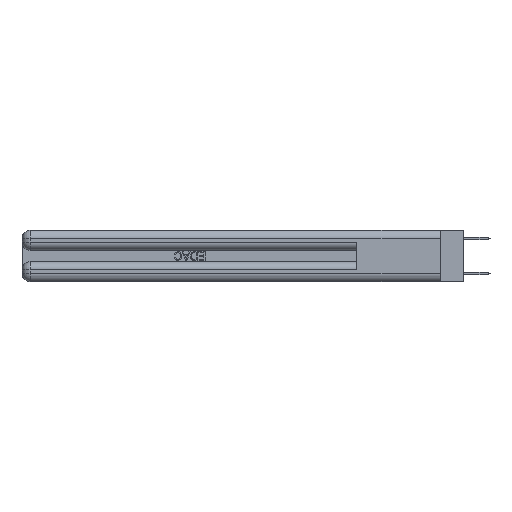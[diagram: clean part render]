
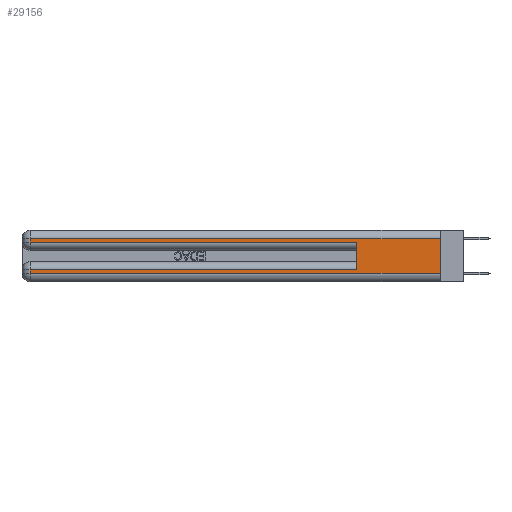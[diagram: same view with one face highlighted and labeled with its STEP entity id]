
A CAD part, left-side view. The second image highlights one B-rep face of the part: STEP entity #29156.
In plain terms, the highlighted planar face has unit normal (-1, 0, 0).
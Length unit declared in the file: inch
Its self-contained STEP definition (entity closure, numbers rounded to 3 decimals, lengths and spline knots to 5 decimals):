
#1320 = EDGE_CURVE ( 'NONE', #28965, #33974, #26427, .T. ) ;
#2703 = VECTOR ( 'NONE', #8911, 39.37008 ) ;
#3133 = EDGE_CURVE ( 'NONE', #33974, #34232, #19514, .T. ) ;
#3907 = LINE ( 'NONE', #28277, #28514 ) ;
#4011 = CARTESIAN_POINT ( 'NONE',  ( 0., 2.94, 0.085 ) ) ;
#4100 = ORIENTED_EDGE ( 'NONE', *, *, #11652, .T. ) ;
#4357 = CARTESIAN_POINT ( 'NONE',  ( 0., 2.94, 0.37 ) ) ;
#5509 = DIRECTION ( 'NONE',  ( 0., 0., -1. ) ) ;
#6428 = VERTEX_POINT ( 'NONE', #33378 ) ;
#6879 = EDGE_CURVE ( 'NONE', #17152, #28965, #8956, .T. ) ;
#7062 = VERTEX_POINT ( 'NONE', #18476 ) ;
#7296 = LINE ( 'NONE', #12756, #24483 ) ;
#7479 = LINE ( 'NONE', #33975, #15500 ) ;
#7817 = DIRECTION ( 'NONE',  ( 0., 0., -1. ) ) ;
#8023 = ORIENTED_EDGE ( 'NONE', *, *, #21296, .F. ) ;
#8348 = ORIENTED_EDGE ( 'NONE', *, *, #26402, .F. ) ;
#8911 = DIRECTION ( 'NONE',  ( 0., -1., 0. ) ) ;
#8956 = LINE ( 'NONE', #17233, #19131 ) ;
#10653 = ORIENTED_EDGE ( 'NONE', *, *, #3133, .T. ) ;
#10793 = LINE ( 'NONE', #21050, #12765 ) ;
#11652 = EDGE_CURVE ( 'NONE', #21064, #6428, #27086, .T. ) ;
#12756 = CARTESIAN_POINT ( 'NONE',  ( 0., 0., 0.37 ) ) ;
#12765 = VECTOR ( 'NONE', #5509, 39.37008 ) ;
#12987 = DIRECTION ( 'NONE',  ( 0., 0., -1. ) ) ;
#13139 = ORIENTED_EDGE ( 'NONE', *, *, #6879, .T. ) ;
#13478 = EDGE_CURVE ( 'NONE', #7062, #21064, #10793, .T. ) ;
#14325 = EDGE_CURVE ( 'NONE', #25090, #7062, #3907, .T. ) ;
#15469 = FACE_OUTER_BOUND ( 'NONE', #16247, .T. ) ;
#15500 = VECTOR ( 'NONE', #30985, 39.37008 ) ;
#15590 = CARTESIAN_POINT ( 'NONE',  ( 0., 0., 0.31 ) ) ;
#15895 = ORIENTED_EDGE ( 'NONE', *, *, #1320, .T. ) ;
#15958 = ORIENTED_EDGE ( 'NONE', *, *, #14325, .T. ) ;
#16131 = CARTESIAN_POINT ( 'NONE',  ( 0., 2.94, 0.285 ) ) ;
#16247 = EDGE_LOOP ( 'NONE', ( #8348, #15958, #29579, #4100, #8023, #13139, #15895, #10653 ) ) ;
#16459 = CARTESIAN_POINT ( 'NONE',  ( 0., 0., 0.285 ) ) ;
#17152 = VERTEX_POINT ( 'NONE', #19590 ) ;
#17218 = CARTESIAN_POINT ( 'NONE',  ( 0., 2.94, 0.06 ) ) ;
#17233 = CARTESIAN_POINT ( 'NONE',  ( 0., 0., 0.085 ) ) ;
#18476 = CARTESIAN_POINT ( 'NONE',  ( 0., 2.94, 0.31 ) ) ;
#19131 = VECTOR ( 'NONE', #19906, 39.37008 ) ;
#19514 = LINE ( 'NONE', #22328, #2703 ) ;
#19590 = CARTESIAN_POINT ( 'NONE',  ( 0., 0.6, 0.085 ) ) ;
#19906 = DIRECTION ( 'NONE',  ( 0., 1., 0. ) ) ;
#21050 = CARTESIAN_POINT ( 'NONE',  ( 0., 2.94, 0.37 ) ) ;
#21064 = VERTEX_POINT ( 'NONE', #16131 ) ;
#21296 = EDGE_CURVE ( 'NONE', #17152, #6428, #7479, .T. ) ;
#21810 = AXIS2_PLACEMENT_3D ( 'NONE', #34357, #23776, #12987 ) ;
#22328 = CARTESIAN_POINT ( 'NONE',  ( 0., 0., 0.06 ) ) ;
#23776 = DIRECTION ( 'NONE',  ( 1., 0., 0. ) ) ;
#23988 = VECTOR ( 'NONE', #26904, 39.37008 ) ;
#24483 = VECTOR ( 'NONE', #7817, 39.37008 ) ;
#25090 = VERTEX_POINT ( 'NONE', #15590 ) ;
#25889 = DIRECTION ( 'NONE',  ( 0., 0., -1. ) ) ;
#26243 = PLANE ( 'NONE',  #21810 ) ;
#26402 = EDGE_CURVE ( 'NONE', #25090, #34232, #7296, .T. ) ;
#26427 = LINE ( 'NONE', #4357, #33934 ) ;
#26904 = DIRECTION ( 'NONE',  ( 0., -1., 0. ) ) ;
#27086 = LINE ( 'NONE', #16459, #23988 ) ;
#27911 = DIRECTION ( 'NONE',  ( 0., 1., 0. ) ) ;
#28277 = CARTESIAN_POINT ( 'NONE',  ( 0., 0., 0.31 ) ) ;
#28514 = VECTOR ( 'NONE', #27911, 39.37008 ) ;
#28965 = VERTEX_POINT ( 'NONE', #4011 ) ;
#29156 = ADVANCED_FACE ( 'NONE', ( #15469 ), #26243, .F. ) ;
#29579 = ORIENTED_EDGE ( 'NONE', *, *, #13478, .T. ) ;
#30985 = DIRECTION ( 'NONE',  ( 0., 0., 1. ) ) ;
#31896 = CARTESIAN_POINT ( 'NONE',  ( 0., 0., 0.06 ) ) ;
#33378 = CARTESIAN_POINT ( 'NONE',  ( 0., 0.6, 0.285 ) ) ;
#33934 = VECTOR ( 'NONE', #25889, 39.37008 ) ;
#33974 = VERTEX_POINT ( 'NONE', #17218 ) ;
#33975 = CARTESIAN_POINT ( 'NONE',  ( 0., 0.6, 0.145 ) ) ;
#34232 = VERTEX_POINT ( 'NONE', #31896 ) ;
#34357 = CARTESIAN_POINT ( 'NONE',  ( 0., 0., 0.37 ) ) ;
